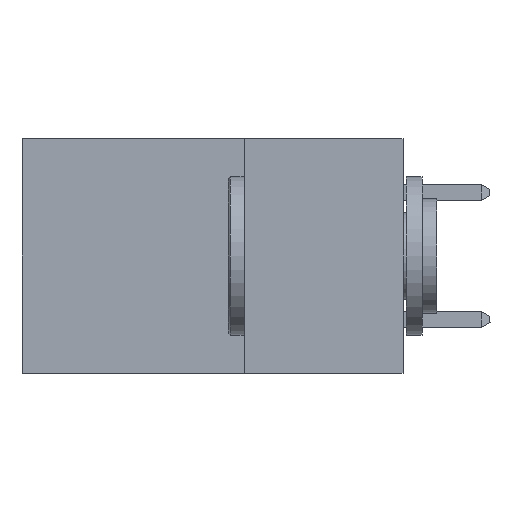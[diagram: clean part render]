
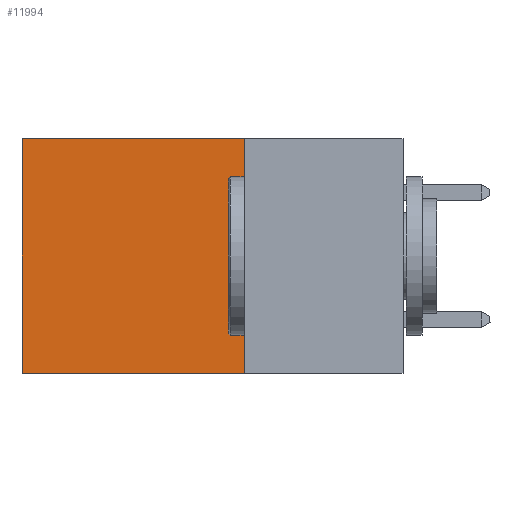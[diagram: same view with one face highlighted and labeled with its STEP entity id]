
A CAD part, left-side view. The second image highlights one B-rep face of the part: STEP entity #11994.
In plain terms, the highlighted planar face has unit normal (-1, 0, 0).
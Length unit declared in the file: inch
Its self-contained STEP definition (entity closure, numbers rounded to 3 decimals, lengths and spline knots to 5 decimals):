
#80 = DIRECTION ( 'NONE',  ( 0., 0., -1. ) ) ;
#265 = EDGE_LOOP ( 'NONE', ( #34503, #5625, #14800, #33700 ) ) ;
#581 = LINE ( 'NONE', #9565, #28107 ) ;
#656 = VERTEX_POINT ( 'NONE', #12213 ) ;
#1588 = DIRECTION ( 'NONE',  ( 0., 1., 0. ) ) ;
#1608 = DIRECTION ( 'NONE',  ( 0., 0., -1. ) ) ;
#4619 = DIRECTION ( 'NONE',  ( 0., 1., 0. ) ) ;
#5136 = LINE ( 'NONE', #8403, #22618 ) ;
#5625 = ORIENTED_EDGE ( 'NONE', *, *, #18050, .F. ) ;
#8403 = CARTESIAN_POINT ( 'NONE',  ( 0.2875, 0.6, 0. ) ) ;
#9565 = CARTESIAN_POINT ( 'NONE',  ( 0.2875, 0.25, 0. ) ) ;
#9713 = CARTESIAN_POINT ( 'NONE',  ( 0.2875, 0.25, -0.37 ) ) ;
#9883 = CARTESIAN_POINT ( 'NONE',  ( 0.2875, 0.25, 0. ) ) ;
#11088 = EDGE_CURVE ( 'NONE', #656, #20372, #581, .T. ) ;
#11994 = ADVANCED_FACE ( 'NONE', ( #12337 ), #15898, .F. ) ;
#12213 = CARTESIAN_POINT ( 'NONE',  ( 0.2875, 0.25, 0. ) ) ;
#12337 = FACE_OUTER_BOUND ( 'NONE', #265, .T. ) ;
#14800 = ORIENTED_EDGE ( 'NONE', *, *, #11088, .F. ) ;
#15449 = VECTOR ( 'NONE', #4619, 39.37008 ) ;
#15898 = PLANE ( 'NONE',  #31531 ) ;
#16088 = CARTESIAN_POINT ( 'NONE',  ( 0.2875, 0.6, -0.37 ) ) ;
#18050 = EDGE_CURVE ( 'NONE', #20372, #20538, #33776, .T. ) ;
#18673 = CARTESIAN_POINT ( 'NONE',  ( 0.2875, 0.25, 0. ) ) ;
#20171 = VECTOR ( 'NONE', #1588, 39.37008 ) ;
#20372 = VERTEX_POINT ( 'NONE', #9713 ) ;
#20538 = VERTEX_POINT ( 'NONE', #16088 ) ;
#22618 = VECTOR ( 'NONE', #80, 39.37008 ) ;
#24644 = LINE ( 'NONE', #18673, #15449 ) ;
#24663 = EDGE_CURVE ( 'NONE', #656, #26872, #24644, .T. ) ;
#26872 = VERTEX_POINT ( 'NONE', #31125 ) ;
#28107 = VECTOR ( 'NONE', #34541, 39.37008 ) ;
#29807 = CARTESIAN_POINT ( 'NONE',  ( 0.2875, 0.25, -0.37 ) ) ;
#31125 = CARTESIAN_POINT ( 'NONE',  ( 0.2875, 0.6, 0. ) ) ;
#31531 = AXIS2_PLACEMENT_3D ( 'NONE', #9883, #35096, #1608 ) ;
#33700 = ORIENTED_EDGE ( 'NONE', *, *, #24663, .T. ) ;
#33776 = LINE ( 'NONE', #29807, #20171 ) ;
#34130 = EDGE_CURVE ( 'NONE', #26872, #20538, #5136, .T. ) ;
#34503 = ORIENTED_EDGE ( 'NONE', *, *, #34130, .T. ) ;
#34541 = DIRECTION ( 'NONE',  ( 0., 0., -1. ) ) ;
#35096 = DIRECTION ( 'NONE',  ( 1., 0., 0. ) ) ;
